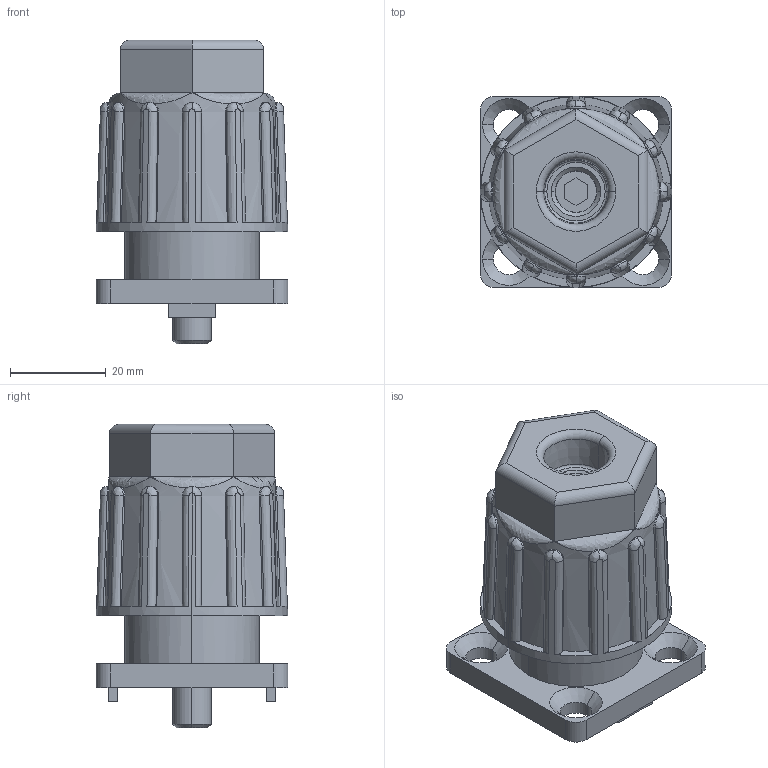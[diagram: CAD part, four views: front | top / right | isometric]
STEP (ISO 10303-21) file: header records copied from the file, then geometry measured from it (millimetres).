
FILE_DESCRIPTION (( 'STEP AP214' ), '1' );
FILE_NAME ('098H401008.STEP', '2014-10-16T07:30:34', ( 'Not-Admin' ), ( 'Hewlett-Packard Company' ), 'SwSTEP 2.0', 'SolidWorks 2014', '' );
FILE_SCHEMA (( 'AUTOMOTIVE_DESIGN' ));
Length unit declared in the file: millimetre
Products named in the file (5): 098h40u_Standard; 4din125am8m_Washer DIN 125 - A 8.4; 340me056_055; 098h40o1008_Standard; 098H401008
Assembly tree (4 placements, depth 2):
  098H401008
    098h40o1008_Standard
    340me056_055
    4din125am8m_Washer DIN 125 - A 8.4
    098h40u_Standard
Bounding box: 40 x 40 x 63.4 mm (x, y, z)
Volume: 40797.7 mm3; surface area: 23389.6 mm2
Topology: 4 solids, 4 shells, 427 faces, 1105 edges, 699 vertices
Faces by surface type: cylinder 169, plane 165, bspline 54, cone 30, torus 9
Entity records: 16307 total; most frequent: CARTESIAN_POINT 6416, ORIENTED_EDGE 2210, DIRECTION 1761, EDGE_CURVE 1105, VERTEX_POINT 699, AXIS2_PLACEMENT_3D 630, LINE 501, VECTOR 501
